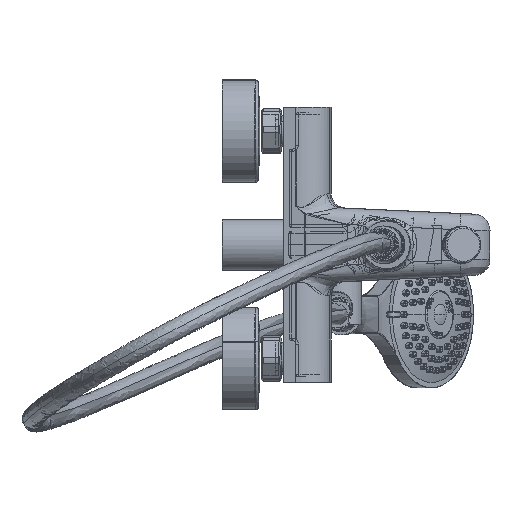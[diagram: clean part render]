
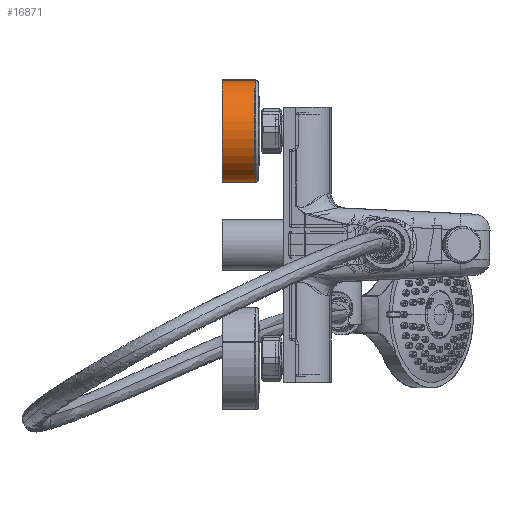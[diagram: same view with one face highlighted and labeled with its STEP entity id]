
A CAD part, front view. The second image highlights one B-rep face of the part: STEP entity #16871.
In plain terms, the highlighted cylindrical face has radius 33.75 mm (diameter 67.5 mm), a partial arc.
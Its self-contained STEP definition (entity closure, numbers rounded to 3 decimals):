
#3232 = DIRECTION ( 'NONE',  ( 1., 0., 0. ) ) ;
#3352 = VERTEX_POINT ( 'NONE', #34475 ) ;
#3448 = DIRECTION ( 'NONE',  ( 1., 0., 0. ) ) ;
#4005 = FACE_OUTER_BOUND ( 'NONE', #37861, .T. ) ;
#4759 = ORIENTED_EDGE ( 'NONE', *, *, #13943, .F. ) ;
#6967 = CARTESIAN_POINT ( 'NONE',  ( -42.057, -6.049, 75. ) ) ;
#10339 = ORIENTED_EDGE ( 'NONE', *, *, #39387, .F. ) ;
#11622 = DIRECTION ( 'NONE',  ( 1., 0., 0. ) ) ;
#12002 = DIRECTION ( 'NONE',  ( 1., 0., 0. ) ) ;
#13371 = VERTEX_POINT ( 'NONE', #44177 ) ;
#13681 = CIRCLE ( 'NONE', #33899, 33.75 ) ;
#13943 = EDGE_CURVE ( 'NONE', #44139, #50025, #13681, .T. ) ;
#16871 = ADVANCED_FACE ( 'NONE', ( #4005 ), #57495, .T. ) ;
#17106 = DIRECTION ( 'NONE',  ( 1., 0., 0. ) ) ;
#22123 = ORIENTED_EDGE ( 'NONE', *, *, #38792, .T. ) ;
#22556 = DIRECTION ( 'NONE',  ( 0., -0.154, 0.988 ) ) ;
#24422 = ORIENTED_EDGE ( 'NONE', *, *, #55097, .T. ) ;
#25984 = CIRCLE ( 'NONE', #61804, 33.75 ) ;
#26197 = AXIS2_PLACEMENT_3D ( 'NONE', #61510, #11622, #36610 ) ;
#29426 = CARTESIAN_POINT ( 'NONE',  ( -36.957, -11.237, 108.349 ) ) ;
#32850 = CARTESIAN_POINT ( 'NONE',  ( -64.437, -6.049, 75. ) ) ;
#33899 = AXIS2_PLACEMENT_3D ( 'NONE', #6967, #17106, #47360 ) ;
#34475 = CARTESIAN_POINT ( 'NONE',  ( -64.437, -11.237, 108.349 ) ) ;
#36610 = DIRECTION ( 'NONE',  ( 0., -0.154, 0.988 ) ) ;
#36927 = LINE ( 'NONE', #29426, #54197 ) ;
#37861 = EDGE_LOOP ( 'NONE', ( #22123, #24422, #4759, #10339 ) ) ;
#38645 = LINE ( 'NONE', #62817, #54360 ) ;
#38792 = EDGE_CURVE ( 'NONE', #3352, #13371, #25984, .T. ) ;
#39387 = EDGE_CURVE ( 'NONE', #3352, #44139, #36927, .T. ) ;
#41621 = CARTESIAN_POINT ( 'NONE',  ( -42.057, -11.237, 108.349 ) ) ;
#44139 = VERTEX_POINT ( 'NONE', #41621 ) ;
#44177 = CARTESIAN_POINT ( 'NONE',  ( -64.437, -0.861, 41.651 ) ) ;
#46973 = CARTESIAN_POINT ( 'NONE',  ( -42.057, -0.861, 41.651 ) ) ;
#47360 = DIRECTION ( 'NONE',  ( 0., -0.154, 0.988 ) ) ;
#50025 = VERTEX_POINT ( 'NONE', #46973 ) ;
#54197 = VECTOR ( 'NONE', #3448, 1000. ) ;
#54360 = VECTOR ( 'NONE', #3232, 1000. ) ;
#55097 = EDGE_CURVE ( 'NONE', #13371, #50025, #38645, .T. ) ;
#57495 = CYLINDRICAL_SURFACE ( 'NONE', #26197, 33.75 ) ;
#61510 = CARTESIAN_POINT ( 'NONE',  ( -36.957, -6.049, 75. ) ) ;
#61804 = AXIS2_PLACEMENT_3D ( 'NONE', #32850, #12002, #22556 ) ;
#62817 = CARTESIAN_POINT ( 'NONE',  ( -36.957, -0.861, 41.651 ) ) ;
